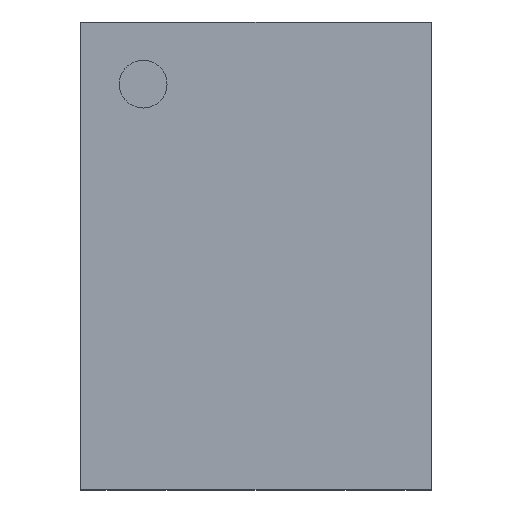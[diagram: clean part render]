
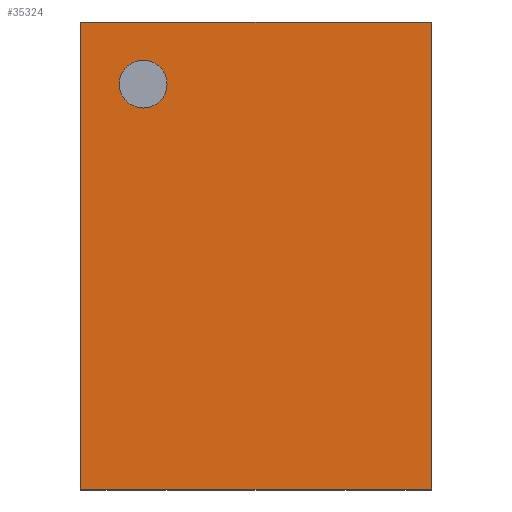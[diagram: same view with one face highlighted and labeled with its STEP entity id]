
A CAD part, top view. The second image highlights one B-rep face of the part: STEP entity #35324.
In plain terms, the highlighted planar face has unit normal (0, 0, 1).
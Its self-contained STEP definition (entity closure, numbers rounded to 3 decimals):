
#227 = EDGE_CURVE ( 'NONE', #39430, #47151, #8376, .T. ) ;
#362 = VERTEX_POINT ( 'NONE', #47753 ) ;
#1067 = ORIENTED_EDGE ( 'NONE', *, *, #36330, .T. ) ;
#1301 = DIRECTION ( 'NONE',  ( 0., -1., 0. ) ) ;
#1768 = DIRECTION ( 'NONE',  ( 0., 0., 1. ) ) ;
#3020 = CARTESIAN_POINT ( 'NONE',  ( 0., 0., 0.8 ) ) ;
#6171 = CARTESIAN_POINT ( 'NONE',  ( 0., 0., 0.8 ) ) ;
#6838 = DIRECTION ( 'NONE',  ( 1., 0., 0. ) ) ;
#7064 = VECTOR ( 'NONE', #44989, 1000. ) ;
#7693 = ORIENTED_EDGE ( 'NONE', *, *, #14951, .T. ) ;
#7704 = CARTESIAN_POINT ( 'NONE',  ( 0., 0., 0.8 ) ) ;
#7754 = EDGE_LOOP ( 'NONE', ( #8471, #27612 ) ) ;
#7952 = DIRECTION ( 'NONE',  ( 0., 0., 1. ) ) ;
#8352 = VERTEX_POINT ( 'NONE', #40528 ) ;
#8376 = LINE ( 'NONE', #16248, #22040 ) ;
#8471 = ORIENTED_EDGE ( 'NONE', *, *, #23683, .F. ) ;
#10628 = LINE ( 'NONE', #26696, #7064 ) ;
#12005 = CIRCLE ( 'NONE', #37010, 0.204 ) ;
#13685 = VERTEX_POINT ( 'NONE', #37292 ) ;
#13921 = CARTESIAN_POINT ( 'NONE',  ( 0.535, 3.469, 0.8 ) ) ;
#14951 = EDGE_CURVE ( 'NONE', #47151, #13685, #17018, .T. ) ;
#15748 = DIRECTION ( 'NONE',  ( 1., 0., 0. ) ) ;
#16098 = AXIS2_PLACEMENT_3D ( 'NONE', #6171, #40127, #32638 ) ;
#16248 = CARTESIAN_POINT ( 'NONE',  ( 0., 4., 0.8 ) ) ;
#16814 = LINE ( 'NONE', #26880, #28035 ) ;
#17018 = LINE ( 'NONE', #3020, #19378 ) ;
#17107 = ORIENTED_EDGE ( 'NONE', *, *, #29311, .T. ) ;
#17732 = EDGE_LOOP ( 'NONE', ( #1067, #17107, #47558, #7693 ) ) ;
#19378 = VECTOR ( 'NONE', #6838, 1000. ) ;
#22040 = VECTOR ( 'NONE', #1301, 1000. ) ;
#22911 = DIRECTION ( 'NONE',  ( -1., 0., 0. ) ) ;
#23683 = EDGE_CURVE ( 'NONE', #362, #8352, #34725, .T. ) ;
#24451 = AXIS2_PLACEMENT_3D ( 'NONE', #13921, #1768, #36343 ) ;
#25288 = CARTESIAN_POINT ( 'NONE',  ( 3., 4., 0.8 ) ) ;
#26696 = CARTESIAN_POINT ( 'NONE',  ( 3., 0., 0.8 ) ) ;
#26880 = CARTESIAN_POINT ( 'NONE',  ( 3., 4., 0.8 ) ) ;
#27612 = ORIENTED_EDGE ( 'NONE', *, *, #29981, .F. ) ;
#27868 = VERTEX_POINT ( 'NONE', #25288 ) ;
#28035 = VECTOR ( 'NONE', #22911, 1000. ) ;
#29311 = EDGE_CURVE ( 'NONE', #27868, #39430, #16814, .T. ) ;
#29981 = EDGE_CURVE ( 'NONE', #8352, #362, #12005, .T. ) ;
#30465 = CARTESIAN_POINT ( 'NONE',  ( 0., 4., 0.8 ) ) ;
#32638 = DIRECTION ( 'NONE',  ( 1., 0., 0. ) ) ;
#33121 = PLANE ( 'NONE',  #16098 ) ;
#34725 = CIRCLE ( 'NONE', #24451, 0.204 ) ;
#34746 = CARTESIAN_POINT ( 'NONE',  ( 0.535, 3.469, 0.8 ) ) ;
#35324 = ADVANCED_FACE ( 'NONE', ( #46324, #36774 ), #33121, .T. ) ;
#36330 = EDGE_CURVE ( 'NONE', #13685, #27868, #10628, .T. ) ;
#36343 = DIRECTION ( 'NONE',  ( 1., 0., 0. ) ) ;
#36774 = FACE_OUTER_BOUND ( 'NONE', #17732, .T. ) ;
#37010 = AXIS2_PLACEMENT_3D ( 'NONE', #34746, #7952, #15748 ) ;
#37292 = CARTESIAN_POINT ( 'NONE',  ( 3., 0., 0.8 ) ) ;
#39430 = VERTEX_POINT ( 'NONE', #30465 ) ;
#40127 = DIRECTION ( 'NONE',  ( 0., 0., 1. ) ) ;
#40528 = CARTESIAN_POINT ( 'NONE',  ( 0.331, 3.469, 0.8 ) ) ;
#44989 = DIRECTION ( 'NONE',  ( 0., 1., 0. ) ) ;
#46324 = FACE_BOUND ( 'NONE', #7754, .T. ) ;
#47151 = VERTEX_POINT ( 'NONE', #7704 ) ;
#47558 = ORIENTED_EDGE ( 'NONE', *, *, #227, .T. ) ;
#47753 = CARTESIAN_POINT ( 'NONE',  ( 0.74, 3.469, 0.8 ) ) ;
